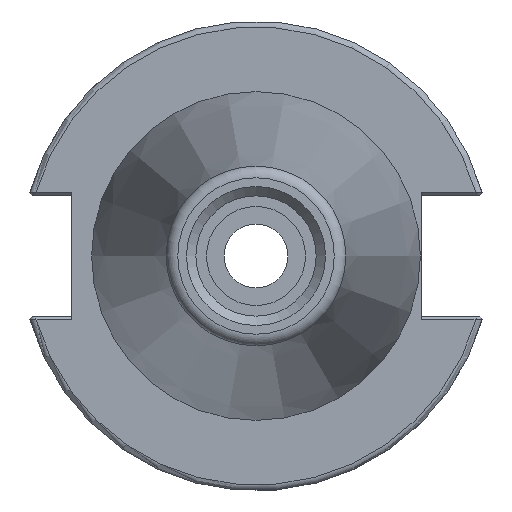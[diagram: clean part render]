
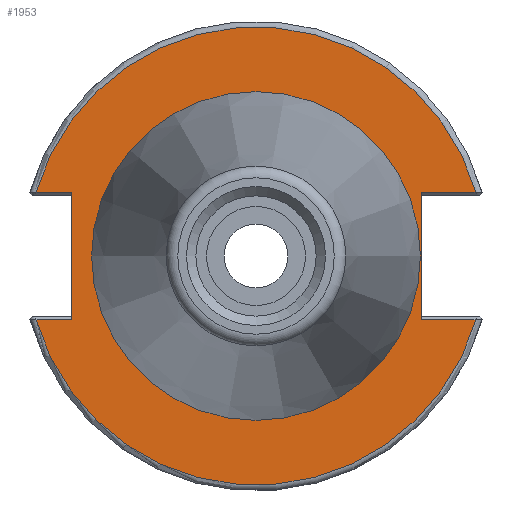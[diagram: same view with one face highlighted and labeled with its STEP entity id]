
A CAD part, left-side view. The second image highlights one B-rep face of the part: STEP entity #1953.
In plain terms, the highlighted planar face has unit normal (-1, 0, 0).
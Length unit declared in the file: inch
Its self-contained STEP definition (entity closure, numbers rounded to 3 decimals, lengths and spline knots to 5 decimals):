
#59=FACE_BOUND('',#350,.T.);
#160=CIRCLE('',#2102,0.86);
#161=CIRCLE('',#2104,1.21875);
#162=CIRCLE('',#2105,1.21875);
#229=FACE_OUTER_BOUND('',#349,.T.);
#349=EDGE_LOOP('',(#1347,#1348,#1349,#1350,#1351,#1352,#1353,#1354));
#350=EDGE_LOOP('',(#1355));
#478=LINE('',#2948,#641);
#479=LINE('',#2950,#642);
#480=LINE('',#2954,#643);
#481=LINE('',#2956,#644);
#482=LINE('',#2958,#645);
#483=LINE('',#2961,#646);
#641=VECTOR('',#2343,0.12159);
#642=VECTOR('',#2344,0.29091);
#643=VECTOR('',#2347,0.19091);
#644=VECTOR('',#2348,0.67625);
#645=VECTOR('',#2349,0.19091);
#646=VECTOR('',#2352,0.29091);
#815=VERTEX_POINT('',#2942);
#816=VERTEX_POINT('',#2946);
#817=VERTEX_POINT('',#2947);
#818=VERTEX_POINT('',#2949);
#819=VERTEX_POINT('',#2951);
#820=VERTEX_POINT('',#2953);
#821=VERTEX_POINT('',#2955);
#822=VERTEX_POINT('',#2957);
#823=VERTEX_POINT('',#2959);
#1015=EDGE_CURVE('',#815,#815,#160,.T.);
#1016=EDGE_CURVE('',#816,#817,#478,.T.);
#1017=EDGE_CURVE('',#817,#818,#479,.T.);
#1018=EDGE_CURVE('',#819,#818,#161,.T.);
#1019=EDGE_CURVE('',#820,#819,#480,.T.);
#1020=EDGE_CURVE('',#821,#820,#481,.T.);
#1021=EDGE_CURVE('',#822,#821,#482,.T.);
#1022=EDGE_CURVE('',#823,#822,#162,.T.);
#1023=EDGE_CURVE('',#823,#816,#483,.T.);
#1347=ORIENTED_EDGE('',*,*,#1016,.T.);
#1348=ORIENTED_EDGE('',*,*,#1017,.T.);
#1349=ORIENTED_EDGE('',*,*,#1018,.F.);
#1350=ORIENTED_EDGE('',*,*,#1019,.F.);
#1351=ORIENTED_EDGE('',*,*,#1020,.F.);
#1352=ORIENTED_EDGE('',*,*,#1021,.F.);
#1353=ORIENTED_EDGE('',*,*,#1022,.F.);
#1354=ORIENTED_EDGE('',*,*,#1023,.T.);
#1355=ORIENTED_EDGE('',*,*,#1015,.F.);
#1797=PLANE('',#2103);
#1953=ADVANCED_FACE('',(#229,#59),#1797,.T.);
#2102=AXIS2_PLACEMENT_3D('',#2944,#2339,#2340);
#2103=AXIS2_PLACEMENT_3D('',#2945,#2341,#2342);
#2104=AXIS2_PLACEMENT_3D('',#2952,#2345,#2346);
#2105=AXIS2_PLACEMENT_3D('',#2960,#2350,#2351);
#2339=DIRECTION('center_axis',(-1.,0.,0.));
#2340=DIRECTION('ref_axis',(0.,0.,1.));
#2341=DIRECTION('center_axis',(-1.,0.,0.));
#2342=DIRECTION('ref_axis',(0.,0.,1.));
#2343=DIRECTION('',(0.,0.,1.));
#2344=DIRECTION('',(0.,-1.,0.));
#2345=DIRECTION('center_axis',(1.,0.,0.));
#2346=DIRECTION('ref_axis',(0.,0.,1.));
#2347=DIRECTION('',(0.,1.,0.));
#2348=DIRECTION('',(0.,0.,1.));
#2349=DIRECTION('',(0.,-1.,0.));
#2350=DIRECTION('center_axis',(1.,0.,0.));
#2351=DIRECTION('ref_axis',(0.,0.,-1.));
#2352=DIRECTION('',(0.,1.,0.));
#2942=CARTESIAN_POINT('',(0.125,0.,-0.86));
#2944=CARTESIAN_POINT('Origin',(0.125,0.,0.));
#2945=CARTESIAN_POINT('Origin',(0.125,-0.875,0.));
#2946=CARTESIAN_POINT('',(0.125,-0.88,-0.33813));
#2947=CARTESIAN_POINT('',(0.125,-0.88,0.33813));
#2948=CARTESIAN_POINT('',(0.125,-0.88,0.));
#2949=CARTESIAN_POINT('',(0.125,-1.17091,0.33813));
#2950=CARTESIAN_POINT('',(0.125,-0.9025,0.33813));
#2951=CARTESIAN_POINT('',(0.125,1.17091,0.33813));
#2952=CARTESIAN_POINT('Origin',(0.125,0.,0.));
#2953=CARTESIAN_POINT('',(0.125,0.98,0.33813));
#2954=CARTESIAN_POINT('',(0.125,0.0275,0.33813));
#2955=CARTESIAN_POINT('',(0.125,0.98,-0.33813));
#2956=CARTESIAN_POINT('',(0.125,0.98,-0.33813));
#2957=CARTESIAN_POINT('',(0.125,1.17091,-0.33813));
#2958=CARTESIAN_POINT('',(0.125,0.2775,-0.33813));
#2959=CARTESIAN_POINT('',(0.125,-1.17091,-0.33813));
#2960=CARTESIAN_POINT('Origin',(0.125,0.,0.));
#2961=CARTESIAN_POINT('',(0.125,-0.9025,-0.33813));
